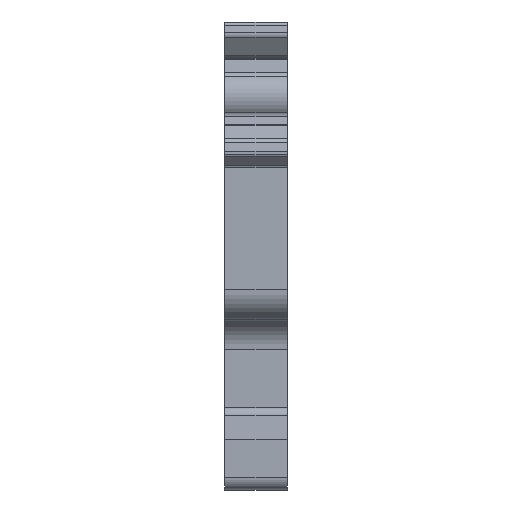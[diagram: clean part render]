
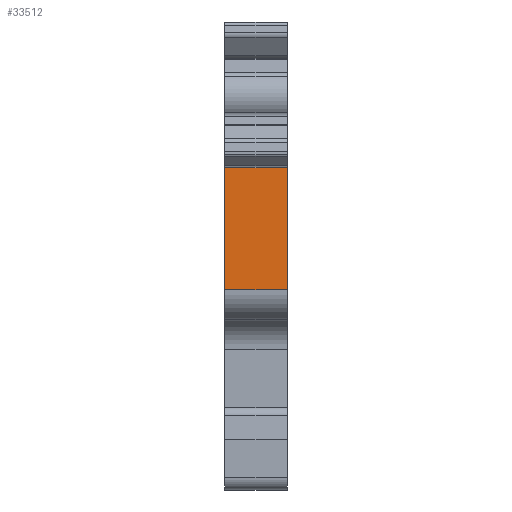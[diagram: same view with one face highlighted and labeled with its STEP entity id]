
A CAD part, left-side view. The second image highlights one B-rep face of the part: STEP entity #33512.
In plain terms, the highlighted planar face has unit normal (-1, 0, 0).
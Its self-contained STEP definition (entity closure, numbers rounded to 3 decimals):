
#34 = ORIENTED_EDGE ( 'NONE', *, *, #439, .T. ) ;
#245 = CARTESIAN_POINT ( 'NONE',  ( -40.75, 0., 18.488 ) ) ;
#439 = EDGE_CURVE ( 'NONE', #30234, #7164, #4677, .T. ) ;
#1766 = LINE ( 'NONE', #7628, #27990 ) ;
#2761 = ORIENTED_EDGE ( 'NONE', *, *, #21421, .F. ) ;
#3019 = ORIENTED_EDGE ( 'NONE', *, *, #18034, .T. ) ;
#3738 = LINE ( 'NONE', #14882, #21110 ) ;
#4509 = CARTESIAN_POINT ( 'NONE',  ( -40.75, 0., 8.734 ) ) ;
#4677 = LINE ( 'NONE', #4509, #25828 ) ;
#6846 = EDGE_CURVE ( 'NONE', #10945, #28232, #34785, .T. ) ;
#7164 = VERTEX_POINT ( 'NONE', #245 ) ;
#7430 = DIRECTION ( 'NONE',  ( 0., 0., 1. ) ) ;
#7628 = CARTESIAN_POINT ( 'NONE',  ( -40.75, 5., 8.734 ) ) ;
#9058 = CARTESIAN_POINT ( 'NONE',  ( -40.75, 0., 8.734 ) ) ;
#9241 = EDGE_LOOP ( 'NONE', ( #34, #2761, #21782, #3019 ) ) ;
#10945 = VERTEX_POINT ( 'NONE', #19768 ) ;
#13090 = DIRECTION ( 'NONE',  ( 0., 0., 1. ) ) ;
#14882 = CARTESIAN_POINT ( 'NONE',  ( -40.75, 5., 18.488 ) ) ;
#15838 = DIRECTION ( 'NONE',  ( 0., -1., 0. ) ) ;
#17525 = PLANE ( 'NONE',  #26354 ) ;
#18034 = EDGE_CURVE ( 'NONE', #10945, #30234, #1766, .T. ) ;
#19768 = CARTESIAN_POINT ( 'NONE',  ( -40.75, 5., 8.734 ) ) ;
#19902 = DIRECTION ( 'NONE',  ( 0., -1., 0. ) ) ;
#21110 = VECTOR ( 'NONE', #30691, 1000. ) ;
#21421 = EDGE_CURVE ( 'NONE', #28232, #7164, #3738, .T. ) ;
#21782 = ORIENTED_EDGE ( 'NONE', *, *, #6846, .F. ) ;
#22353 = CARTESIAN_POINT ( 'NONE',  ( -40.75, 5., 18.488 ) ) ;
#25828 = VECTOR ( 'NONE', #7430, 1000. ) ;
#26354 = AXIS2_PLACEMENT_3D ( 'NONE', #28865, #31440, #19902 ) ;
#27990 = VECTOR ( 'NONE', #15838, 1000. ) ;
#28232 = VERTEX_POINT ( 'NONE', #22353 ) ;
#28865 = CARTESIAN_POINT ( 'NONE',  ( -40.75, 5., 8.734 ) ) ;
#29244 = CARTESIAN_POINT ( 'NONE',  ( -40.75, 5., 8.734 ) ) ;
#29470 = VECTOR ( 'NONE', #13090, 1000. ) ;
#30234 = VERTEX_POINT ( 'NONE', #9058 ) ;
#30691 = DIRECTION ( 'NONE',  ( 0., -1., 0. ) ) ;
#31440 = DIRECTION ( 'NONE',  ( 1., 0., 0. ) ) ;
#33512 = ADVANCED_FACE ( 'NONE', ( #33826 ), #17525, .F. ) ;
#33826 = FACE_OUTER_BOUND ( 'NONE', #9241, .T. ) ;
#34785 = LINE ( 'NONE', #29244, #29470 ) ;
